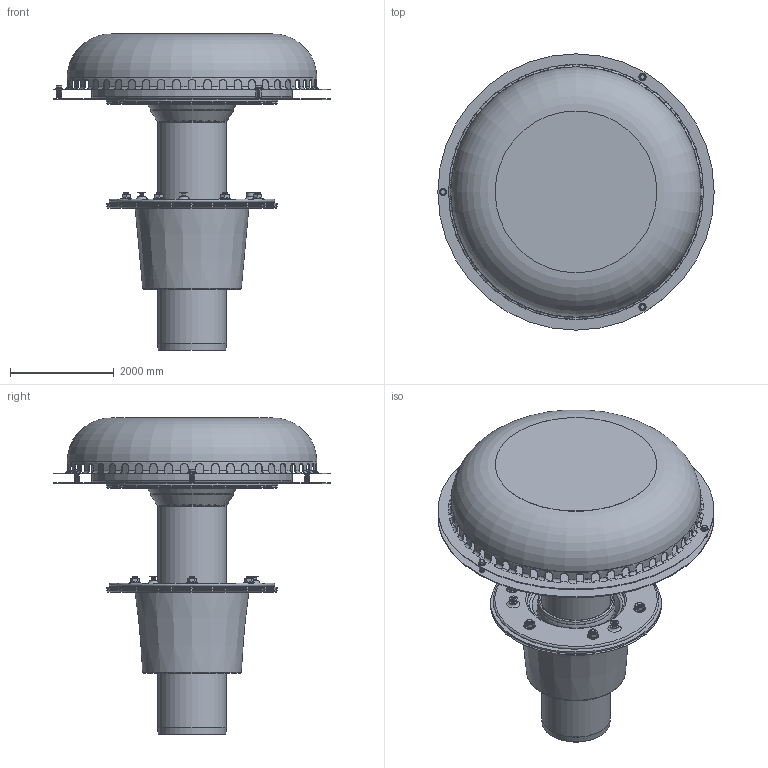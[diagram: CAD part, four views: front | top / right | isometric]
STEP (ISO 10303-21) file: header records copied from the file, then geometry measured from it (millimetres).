
FILE_DESCRIPTION(/* description */ (''),/* implementation_level */ '2;1');
FILE_NAME(/* name */ '21322.125X_3D.stp',/* time_stamp */ '2024-12-12T08:16:16+01:00',/* author */ ('CAD'),/* organization */ (''),/* preprocessor_version */ 'ST-DEVELOPER v20',/* originating_system */ 'AutoCAD Mechanical',/* authorisation */ '');
FILE_SCHEMA (('AUTOMOTIVE_DESIGN { 1 0 10303 214 3 1 1 }'));
Length unit declared in the file: centimetre
Products named in the file (13): Product; *U1; *U0; *U3; *U2; *U5; *U4; *U7; *U6; *U9; *U8; *U11; *U10
Assembly tree (36 placements, depth 3):
  Product
    *U1
      *U0  x6
    *U3
      *U2  x6
    *U5
      *U4  x6
    *U7
      *U6  x6
    *U9
      *U8  x3
    *U11
      *U10  x3
Bounding box: 5330 x 5330 x 6100 mm (x, y, z)
Volume: 5008542753.1 mm3; surface area: 285646677.7 mm2
Topology: 49 solids, 49 shells, 1314 faces, 3230 edges, 1989 vertices
Faces by surface type: cone 670, plane 347, cylinder 142, torus 105, bspline 50
Full cylindrical faces by diameter (mm): 40 x3, 70 x24, 80 x39, 83.76 x12, 100 x3, 140 x12, 160 x24, 1300 x3, 1330 x3, 1378 x1, 1408 x1, 1466 x1, 1468 x1, 1498 x1, 1550 x1, 1780 x1, 1900 x4, 3300 x2, 3840 x1, 3870 x1, 4790 x1, 4820 x1, 5330 x2
Entity records: 31079 total; most frequent: CARTESIAN_POINT 11573, ORIENTED_EDGE 4034, DIRECTION 4034, EDGE_CURVE 2017, AXIS2_PLACEMENT_3D 1618, VERTEX_POINT 1269, EDGE_LOOP 944, CIRCLE 863
